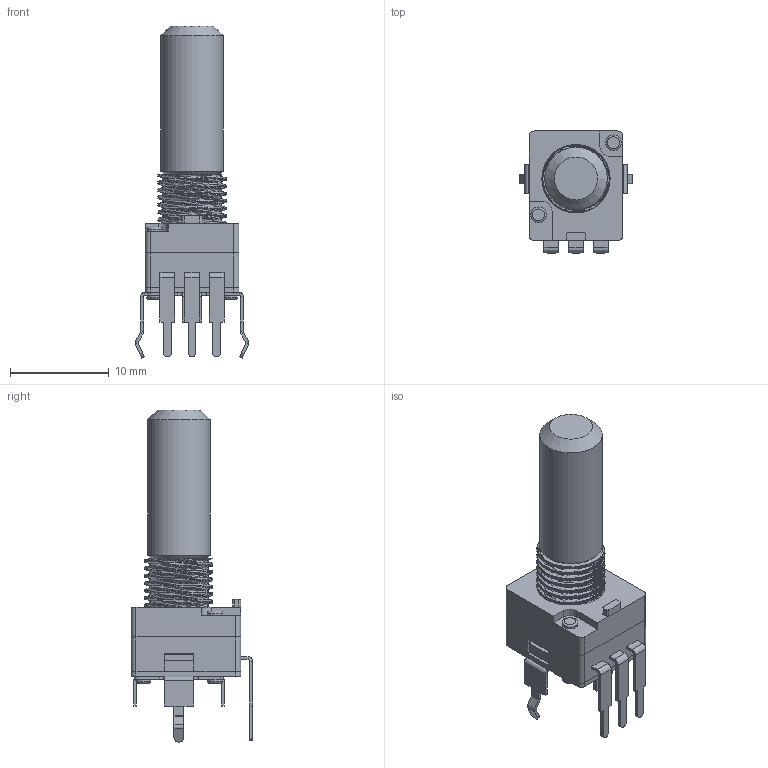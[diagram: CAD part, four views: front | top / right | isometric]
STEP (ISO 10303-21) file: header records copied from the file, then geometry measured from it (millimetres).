
FILE_DESCRIPTION(('FreeCAD Model'),'2;1');
FILE_NAME('ALPHA-RD901F-40.step','2018-07-09T23:20:04',('kicad StepUp'),('ksu MCAD'), 'Open CASCADE STEP processor 7.2','FreeCAD','Unknown');
FILE_SCHEMA(('AUTOMOTIVE_DESIGN { 1 0 10303 214 1 1 1 1 }'));
Length unit declared in the file: millimetre
Products named in the file (1): ALPHA-RD901F-40
Bounding box: 11.53 x 12.35 x 33.64 mm (x, y, z)
Volume: 1397.3 mm3; surface area: 1194.4 mm2
Topology: 1 solids, 1 shells, 312 faces, 723 edges, 420 vertices
Faces by surface type: plane 207, cylinder 64, bspline 35, torus 4, cone 2
Full cylindrical faces by diameter (mm): 1.6 x4, 6.35 x1
Entity records: 26264 total; most frequent: CARTESIAN_POINT 17220, ORIENTED_EDGE 1446, DIRECTION 1342, EDGE_CURVE 723, LINE 510, VECTOR 510, VERTEX_POINT 420, AXIS2_PLACEMENT_3D 416
